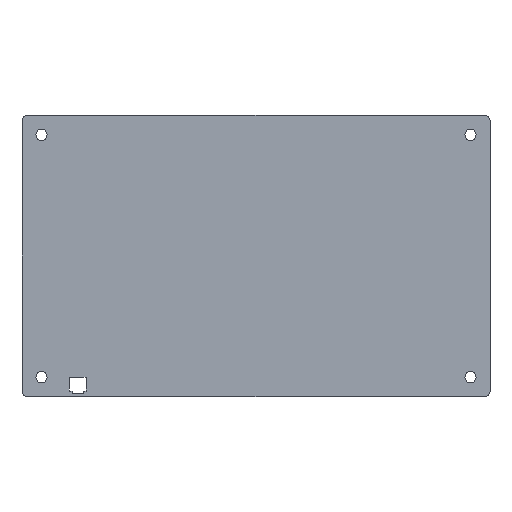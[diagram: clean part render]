
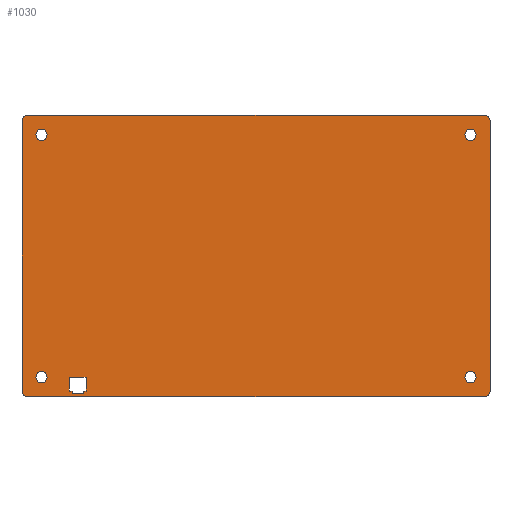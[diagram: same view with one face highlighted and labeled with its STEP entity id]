
A CAD part, front view. The second image highlights one B-rep face of the part: STEP entity #1030.
In plain terms, the highlighted planar face has unit normal (0, -1, 0).
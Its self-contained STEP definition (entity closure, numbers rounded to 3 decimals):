
#36=FACE_BOUND('',#171,.T.);
#37=FACE_BOUND('',#172,.T.);
#38=FACE_BOUND('',#173,.T.);
#39=FACE_BOUND('',#174,.T.);
#40=FACE_BOUND('',#175,.T.);
#66=CIRCLE('',#1110,2.);
#67=CIRCLE('',#1111,2.);
#68=CIRCLE('',#1112,2.);
#69=CIRCLE('',#1113,2.);
#70=CIRCLE('',#1114,2.);
#71=CIRCLE('',#1115,2.);
#72=CIRCLE('',#1116,2.);
#73=CIRCLE('',#1117,2.);
#112=FACE_OUTER_BOUND('',#170,.T.);
#170=EDGE_LOOP('',(#819,#820,#821,#822,#823,#824,#825,#826));
#171=EDGE_LOOP('',(#827));
#172=EDGE_LOOP('',(#828));
#173=EDGE_LOOP('',(#829));
#174=EDGE_LOOP('',(#830));
#175=EDGE_LOOP('',(#831,#832,#833,#834,#835,#836,#837,#838));
#285=LINE('',#1607,#397);
#287=LINE('',#1612,#399);
#290=LINE('',#1617,#402);
#292=LINE('',#1621,#404);
#294=LINE('',#1629,#406);
#295=LINE('',#1633,#407);
#296=LINE('',#1636,#408);
#297=LINE('',#1646,#409);
#298=LINE('',#1648,#410);
#299=LINE('',#1650,#411);
#300=LINE('',#1652,#412);
#301=LINE('',#1653,#413);
#397=VECTOR('',#1298,10.);
#399=VECTOR('',#1302,10.);
#402=VECTOR('',#1307,10.);
#404=VECTOR('',#1311,10.);
#406=VECTOR('',#1319,10.);
#407=VECTOR('',#1322,10.);
#408=VECTOR('',#1325,10.);
#409=VECTOR('',#1334,10.);
#410=VECTOR('',#1335,10.);
#411=VECTOR('',#1336,10.);
#412=VECTOR('',#1337,10.);
#413=VECTOR('',#1338,10.);
#498=VERTEX_POINT('',#1604);
#499=VERTEX_POINT('',#1606);
#500=VERTEX_POINT('',#1610);
#501=VERTEX_POINT('',#1611);
#502=VERTEX_POINT('',#1616);
#503=VERTEX_POINT('',#1620);
#504=VERTEX_POINT('',#1624);
#505=VERTEX_POINT('',#1626);
#506=VERTEX_POINT('',#1628);
#507=VERTEX_POINT('',#1630);
#508=VERTEX_POINT('',#1632);
#509=VERTEX_POINT('',#1634);
#510=VERTEX_POINT('',#1637);
#511=VERTEX_POINT('',#1639);
#512=VERTEX_POINT('',#1641);
#513=VERTEX_POINT('',#1643);
#514=VERTEX_POINT('',#1645);
#515=VERTEX_POINT('',#1647);
#516=VERTEX_POINT('',#1649);
#517=VERTEX_POINT('',#1651);
#617=EDGE_CURVE('',#498,#499,#285,.T.);
#619=EDGE_CURVE('',#500,#501,#287,.T.);
#622=EDGE_CURVE('',#501,#502,#290,.T.);
#624=EDGE_CURVE('',#503,#500,#292,.T.);
#626=EDGE_CURVE('',#499,#504,#66,.T.);
#627=EDGE_CURVE('',#505,#498,#67,.T.);
#628=EDGE_CURVE('',#506,#505,#294,.T.);
#629=EDGE_CURVE('',#507,#506,#68,.T.);
#630=EDGE_CURVE('',#508,#507,#295,.T.);
#631=EDGE_CURVE('',#509,#508,#69,.T.);
#632=EDGE_CURVE('',#504,#509,#296,.T.);
#633=EDGE_CURVE('',#510,#510,#70,.T.);
#634=EDGE_CURVE('',#511,#511,#71,.T.);
#635=EDGE_CURVE('',#512,#512,#72,.T.);
#636=EDGE_CURVE('',#513,#513,#73,.T.);
#637=EDGE_CURVE('',#502,#514,#297,.T.);
#638=EDGE_CURVE('',#514,#515,#298,.T.);
#639=EDGE_CURVE('',#515,#516,#299,.T.);
#640=EDGE_CURVE('',#516,#517,#300,.T.);
#641=EDGE_CURVE('',#517,#503,#301,.T.);
#819=ORIENTED_EDGE('',*,*,#626,.F.);
#820=ORIENTED_EDGE('',*,*,#617,.F.);
#821=ORIENTED_EDGE('',*,*,#627,.F.);
#822=ORIENTED_EDGE('',*,*,#628,.F.);
#823=ORIENTED_EDGE('',*,*,#629,.F.);
#824=ORIENTED_EDGE('',*,*,#630,.F.);
#825=ORIENTED_EDGE('',*,*,#631,.F.);
#826=ORIENTED_EDGE('',*,*,#632,.F.);
#827=ORIENTED_EDGE('',*,*,#633,.F.);
#828=ORIENTED_EDGE('',*,*,#634,.F.);
#829=ORIENTED_EDGE('',*,*,#635,.F.);
#830=ORIENTED_EDGE('',*,*,#636,.F.);
#831=ORIENTED_EDGE('',*,*,#624,.T.);
#832=ORIENTED_EDGE('',*,*,#619,.T.);
#833=ORIENTED_EDGE('',*,*,#622,.T.);
#834=ORIENTED_EDGE('',*,*,#637,.T.);
#835=ORIENTED_EDGE('',*,*,#638,.T.);
#836=ORIENTED_EDGE('',*,*,#639,.T.);
#837=ORIENTED_EDGE('',*,*,#640,.T.);
#838=ORIENTED_EDGE('',*,*,#641,.T.);
#989=PLANE('',#1109);
#1030=ADVANCED_FACE('',(#112,#36,#37,#38,#39,#40),#989,.F.);
#1109=AXIS2_PLACEMENT_3D('',#1623,#1313,#1314);
#1110=AXIS2_PLACEMENT_3D('',#1625,#1315,#1316);
#1111=AXIS2_PLACEMENT_3D('',#1627,#1317,#1318);
#1112=AXIS2_PLACEMENT_3D('',#1631,#1320,#1321);
#1113=AXIS2_PLACEMENT_3D('',#1635,#1323,#1324);
#1114=AXIS2_PLACEMENT_3D('',#1638,#1326,#1327);
#1115=AXIS2_PLACEMENT_3D('',#1640,#1328,#1329);
#1116=AXIS2_PLACEMENT_3D('',#1642,#1330,#1331);
#1117=AXIS2_PLACEMENT_3D('',#1644,#1332,#1333);
#1298=DIRECTION('',(0.,0.,-1.));
#1302=DIRECTION('',(-1.,0.,0.));
#1307=DIRECTION('',(0.,0.,1.));
#1311=DIRECTION('',(0.,0.,-1.));
#1313=DIRECTION('center_axis',(0.,1.,0.));
#1314=DIRECTION('ref_axis',(1.,0.,0.));
#1315=DIRECTION('center_axis',(0.,1.,0.));
#1316=DIRECTION('ref_axis',(0.707,0.,-0.707));
#1317=DIRECTION('center_axis',(0.,1.,0.));
#1318=DIRECTION('ref_axis',(0.707,0.,0.707));
#1319=DIRECTION('',(1.,0.,0.));
#1320=DIRECTION('center_axis',(0.,1.,0.));
#1321=DIRECTION('ref_axis',(-0.707,0.,0.707));
#1322=DIRECTION('',(0.,0.,1.));
#1323=DIRECTION('center_axis',(0.,1.,0.));
#1324=DIRECTION('ref_axis',(-0.707,0.,-0.707));
#1325=DIRECTION('',(-1.,0.,0.));
#1326=DIRECTION('center_axis',(0.,-1.,0.));
#1327=DIRECTION('ref_axis',(1.,0.,0.));
#1328=DIRECTION('center_axis',(0.,-1.,0.));
#1329=DIRECTION('ref_axis',(1.,0.,0.));
#1330=DIRECTION('center_axis',(0.,-1.,0.));
#1331=DIRECTION('ref_axis',(1.,0.,0.));
#1332=DIRECTION('center_axis',(0.,-1.,0.));
#1333=DIRECTION('ref_axis',(1.,0.,0.));
#1334=DIRECTION('',(-1.,0.,0.));
#1335=DIRECTION('',(0.,0.,1.));
#1336=DIRECTION('',(1.,0.,0.));
#1337=DIRECTION('',(0.,0.,-1.));
#1338=DIRECTION('',(-1.,0.,0.));
#1604=CARTESIAN_POINT('',(165.,0.,1.));
#1606=CARTESIAN_POINT('',(165.,0.,-96.));
#1607=CARTESIAN_POINT('',(165.,0.,3.));
#1610=CARTESIAN_POINT('',(19.,0.,-96.8));
#1611=CARTESIAN_POINT('',(15.,0.,-96.8));
#1612=CARTESIAN_POINT('',(48.,0.,-96.8));
#1616=CARTESIAN_POINT('',(15.,0.,-96.));
#1617=CARTESIAN_POINT('',(15.,0.,-71.75));
#1620=CARTESIAN_POINT('',(19.,0.,-96.));
#1621=CARTESIAN_POINT('',(19.,0.,-72.15));
#1623=CARTESIAN_POINT('Origin',(81.,0.,-47.5));
#1624=CARTESIAN_POINT('',(163.,0.,-98.));
#1625=CARTESIAN_POINT('Origin',(163.,0.,-96.));
#1626=CARTESIAN_POINT('',(163.,0.,3.));
#1627=CARTESIAN_POINT('Origin',(163.,0.,1.));
#1628=CARTESIAN_POINT('',(-1.,0.,3.));
#1629=CARTESIAN_POINT('',(-3.,0.,3.));
#1630=CARTESIAN_POINT('',(-3.,0.,1.));
#1631=CARTESIAN_POINT('Origin',(-1.,0.,1.));
#1632=CARTESIAN_POINT('',(-3.,0.,-96.));
#1633=CARTESIAN_POINT('',(-3.,0.,-98.));
#1634=CARTESIAN_POINT('',(-1.,0.,-98.));
#1635=CARTESIAN_POINT('Origin',(-1.,0.,-96.));
#1636=CARTESIAN_POINT('',(165.,0.,-98.));
#1637=CARTESIAN_POINT('',(156.,0.,-91.));
#1638=CARTESIAN_POINT('Origin',(158.,0.,-91.));
#1639=CARTESIAN_POINT('',(2.,0.,-4.));
#1640=CARTESIAN_POINT('Origin',(4.,0.,-4.));
#1641=CARTESIAN_POINT('',(2.,0.,-91.));
#1642=CARTESIAN_POINT('Origin',(4.,0.,-91.));
#1643=CARTESIAN_POINT('',(156.,0.,-4.));
#1644=CARTESIAN_POINT('Origin',(158.,0.,-4.));
#1645=CARTESIAN_POINT('',(14.,0.,-96.));
#1646=CARTESIAN_POINT('',(47.5,0.,-96.));
#1647=CARTESIAN_POINT('',(14.,0.,-91.));
#1648=CARTESIAN_POINT('',(14.,0.,-69.25));
#1649=CARTESIAN_POINT('',(20.,0.,-91.));
#1650=CARTESIAN_POINT('',(50.5,0.,-91.));
#1651=CARTESIAN_POINT('',(20.,0.,-96.));
#1652=CARTESIAN_POINT('',(20.,0.,-71.75));
#1653=CARTESIAN_POINT('',(47.5,0.,-96.));
